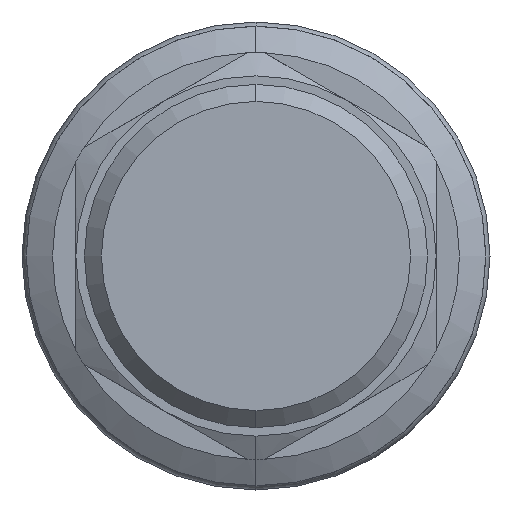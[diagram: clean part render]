
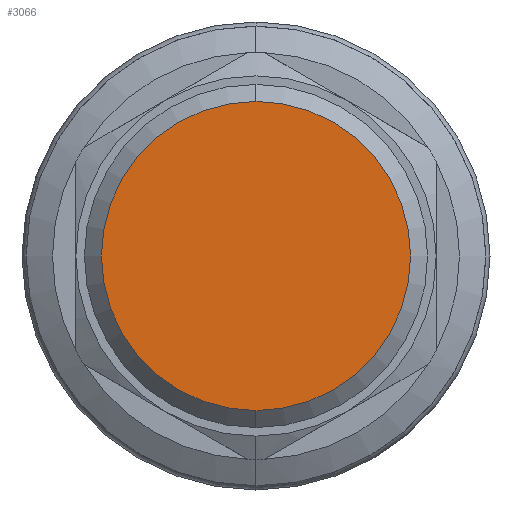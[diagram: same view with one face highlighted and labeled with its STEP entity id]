
A CAD part, left-side view. The second image highlights one B-rep face of the part: STEP entity #3066.
In plain terms, the highlighted planar face has unit normal (-1, 0, 0).
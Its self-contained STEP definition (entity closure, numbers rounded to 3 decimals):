
#1712 = DIRECTION ( 'NONE',  ( 0., 0., 1. ) ) ;
#2945 = AXIS2_PLACEMENT_3D ( 'NONE', #8356, #24183, #4205 ) ;
#3066 = ADVANCED_FACE ( 'NONE', ( #18333 ), #16883, .F. ) ;
#3913 = EDGE_CURVE ( 'NONE', #7244, #10655, #20775, .T. ) ;
#4205 = DIRECTION ( 'NONE',  ( 0., 0., 1. ) ) ;
#7064 = AXIS2_PLACEMENT_3D ( 'NONE', #13683, #17510, #1712 ) ;
#7244 = VERTEX_POINT ( 'NONE', #9832 ) ;
#7558 = ORIENTED_EDGE ( 'NONE', *, *, #22860, .T. ) ;
#8356 = CARTESIAN_POINT ( 'NONE',  ( -45.485, 0., 0. ) ) ;
#9832 = CARTESIAN_POINT ( 'NONE',  ( -45.485, 0., 13.6 ) ) ;
#10655 = VERTEX_POINT ( 'NONE', #21138 ) ;
#12727 = CARTESIAN_POINT ( 'NONE',  ( -45.485, 0., 0. ) ) ;
#13683 = CARTESIAN_POINT ( 'NONE',  ( -45.485, 0., 0. ) ) ;
#16354 = CIRCLE ( 'NONE', #7064, 13.6 ) ;
#16850 = AXIS2_PLACEMENT_3D ( 'NONE', #12727, #20600, #22640 ) ;
#16883 = PLANE ( 'NONE',  #16850 ) ;
#17510 = DIRECTION ( 'NONE',  ( -1., 0., 0. ) ) ;
#18333 = FACE_OUTER_BOUND ( 'NONE', #19433, .T. ) ;
#19433 = EDGE_LOOP ( 'NONE', ( #7558, #22637 ) ) ;
#20600 = DIRECTION ( 'NONE',  ( 1., 0., 0. ) ) ;
#20775 = CIRCLE ( 'NONE', #2945, 13.6 ) ;
#21138 = CARTESIAN_POINT ( 'NONE',  ( -45.485, 0., -13.6 ) ) ;
#22637 = ORIENTED_EDGE ( 'NONE', *, *, #3913, .T. ) ;
#22640 = DIRECTION ( 'NONE',  ( 0., 0., -1. ) ) ;
#22860 = EDGE_CURVE ( 'NONE', #10655, #7244, #16354, .T. ) ;
#24183 = DIRECTION ( 'NONE',  ( -1., 0., 0. ) ) ;
